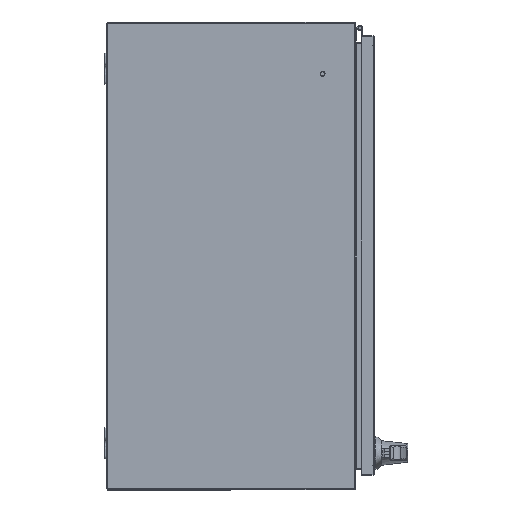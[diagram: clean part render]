
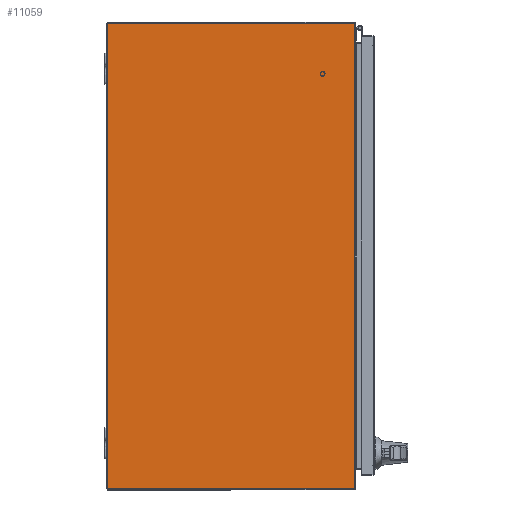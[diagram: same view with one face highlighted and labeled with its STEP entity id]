
A CAD part, front view. The second image highlights one B-rep face of the part: STEP entity #11059.
In plain terms, the highlighted face is planar.
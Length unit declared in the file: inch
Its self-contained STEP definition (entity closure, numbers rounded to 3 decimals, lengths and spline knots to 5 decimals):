
#541 = DIRECTION ( 'NONE',  ( 0., 0., 1. ) ) ;
#2635 = AXIS2_PLACEMENT_3D ( 'NONE', #52291, #541, #60952 ) ;
#4408 = VERTEX_POINT ( 'NONE', #74703 ) ;
#7230 = VERTEX_POINT ( 'NONE', #70883 ) ;
#11059 = ADVANCED_FACE ( 'NONE', ( #109116 ), #51557, .F. ) ;
#11210 = EDGE_CURVE ( 'NONE', #4408, #7230, #56313, .T. ) ;
#24536 = DIRECTION ( 'NONE',  ( 0., 1., 0. ) ) ;
#29306 = VECTOR ( 'NONE', #42757, 39.37008 ) ;
#32380 = EDGE_CURVE ( 'NONE', #70254, #7230, #99704, .T. ) ;
#42757 = DIRECTION ( 'NONE',  ( -1., 0., 0. ) ) ;
#43510 = CARTESIAN_POINT ( 'NONE',  ( 14.928, -0.108, -18. ) ) ;
#45105 = EDGE_CURVE ( 'NONE', #4408, #96863, #61964, .T. ) ;
#47650 = VECTOR ( 'NONE', #65420, 39.37008 ) ;
#51557 = PLANE ( 'NONE',  #2635 ) ;
#52291 = CARTESIAN_POINT ( 'NONE',  ( 14.928, -16., -18. ) ) ;
#55851 = ORIENTED_EDGE ( 'NONE', *, *, #11210, .F. ) ;
#56313 = LINE ( 'NONE', #43510, #29306 ) ;
#58897 = CARTESIAN_POINT ( 'NONE',  ( -14.928, 0., -18. ) ) ;
#60952 = DIRECTION ( 'NONE',  ( 1., 0., 0. ) ) ;
#61964 = LINE ( 'NONE', #82740, #102514 ) ;
#65420 = DIRECTION ( 'NONE',  ( 1., 0., 0. ) ) ;
#66633 = EDGE_LOOP ( 'NONE', ( #55851, #91015, #80254, #84058 ) ) ;
#67116 = CARTESIAN_POINT ( 'NONE',  ( -14.928, -15.892, -18. ) ) ;
#70254 = VERTEX_POINT ( 'NONE', #67116 ) ;
#70883 = CARTESIAN_POINT ( 'NONE',  ( -14.928, -0.108, -18. ) ) ;
#72520 = CARTESIAN_POINT ( 'NONE',  ( 14.928, -15.892, -18. ) ) ;
#72871 = EDGE_CURVE ( 'NONE', #70254, #96863, #101683, .T. ) ;
#74703 = CARTESIAN_POINT ( 'NONE',  ( 14.928, -0.108, -18. ) ) ;
#80254 = ORIENTED_EDGE ( 'NONE', *, *, #72871, .F. ) ;
#82740 = CARTESIAN_POINT ( 'NONE',  ( 14.928, -0.072, -18. ) ) ;
#84058 = ORIENTED_EDGE ( 'NONE', *, *, #32380, .T. ) ;
#91015 = ORIENTED_EDGE ( 'NONE', *, *, #45105, .T. ) ;
#91785 = DIRECTION ( 'NONE',  ( 0., -1., 0. ) ) ;
#96863 = VERTEX_POINT ( 'NONE', #72520 ) ;
#99704 = LINE ( 'NONE', #58897, #105091 ) ;
#101683 = LINE ( 'NONE', #108570, #47650 ) ;
#102514 = VECTOR ( 'NONE', #91785, 39.37008 ) ;
#105091 = VECTOR ( 'NONE', #24536, 39.37008 ) ;
#108570 = CARTESIAN_POINT ( 'NONE',  ( 14.928, -15.892, -18. ) ) ;
#109116 = FACE_OUTER_BOUND ( 'NONE', #66633, .T. ) ;
